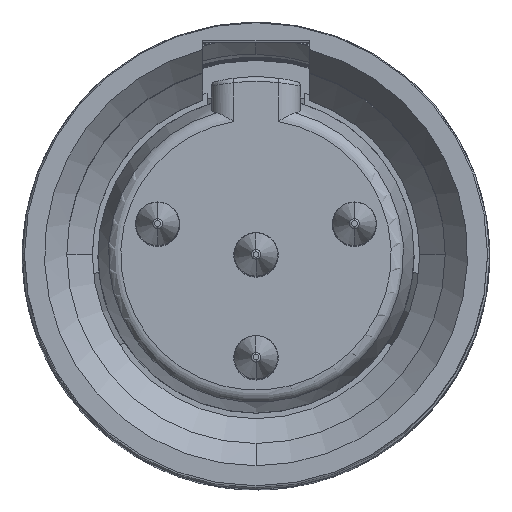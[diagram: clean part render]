
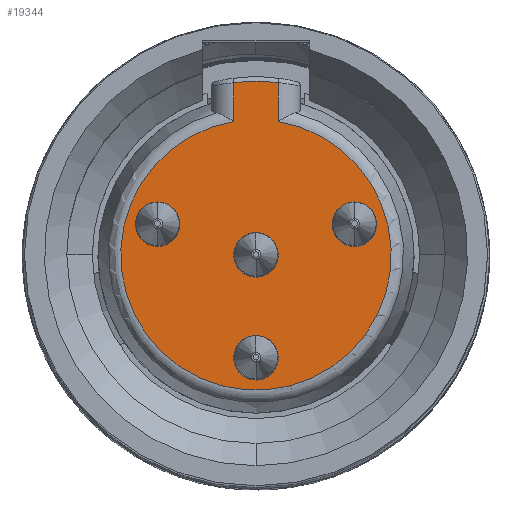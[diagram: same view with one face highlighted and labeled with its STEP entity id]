
A CAD part, top view. The second image highlights one B-rep face of the part: STEP entity #19344.
In plain terms, the highlighted planar face has unit normal (0, 0, 1).
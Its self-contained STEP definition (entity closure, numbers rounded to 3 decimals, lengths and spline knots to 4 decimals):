
#89 = VERTEX_POINT ( 'NONE', #42037 ) ;
#196 = CARTESIAN_POINT ( 'NONE',  ( 0., 0., -8.8 ) ) ;
#426 = AXIS2_PLACEMENT_3D ( 'NONE', #14686, #25867, #36588 ) ;
#1176 = VERTEX_POINT ( 'NONE', #44525 ) ;
#1239 = ORIENTED_EDGE ( 'NONE', *, *, #19460, .F. ) ;
#1871 = ORIENTED_EDGE ( 'NONE', *, *, #12914, .T. ) ;
#2949 = VERTEX_POINT ( 'NONE', #47553 ) ;
#3475 = AXIS2_PLACEMENT_3D ( 'NONE', #30833, #45613, #15445 ) ;
#3513 = CARTESIAN_POINT ( 'NONE',  ( -2.21, 0.69, -8.8 ) ) ;
#3776 = EDGE_CURVE ( 'NONE', #25405, #22429, #20077, .T. ) ;
#3893 = CARTESIAN_POINT ( 'NONE',  ( -0.5, 2.996, -8.8 ) ) ;
#3895 = CARTESIAN_POINT ( 'NONE',  ( 2.71, 0.69, -8.8 ) ) ;
#5232 = ORIENTED_EDGE ( 'NONE', *, *, #43568, .T. ) ;
#5742 = CARTESIAN_POINT ( 'NONE',  ( 0.5, -2.31, -8.8 ) ) ;
#5765 = DIRECTION ( 'NONE',  ( 0., 0., -1. ) ) ;
#5908 = FACE_OUTER_BOUND ( 'NONE', #12301, .T. ) ;
#6413 = EDGE_CURVE ( 'NONE', #13721, #42814, #22235, .T. ) ;
#6443 = CIRCLE ( 'NONE', #23427, 3.9 ) ;
#7223 = DIRECTION ( 'NONE',  ( 1., 0., 0. ) ) ;
#7358 = VECTOR ( 'NONE', #40159, 1000. ) ;
#8066 = CIRCLE ( 'NONE', #40949, 0.5 ) ;
#8142 = DIRECTION ( 'NONE',  ( 0., 1., 0. ) ) ;
#8844 = DIRECTION ( 'NONE',  ( 0., 0., -1. ) ) ;
#8957 = VECTOR ( 'NONE', #8142, 1000. ) ;
#9161 = DIRECTION ( 'NONE',  ( -1., 0., 0. ) ) ;
#9712 = LINE ( 'NONE', #14217, #7358 ) ;
#9857 = CARTESIAN_POINT ( 'NONE',  ( 0., 0., -8.8 ) ) ;
#12301 = EDGE_LOOP ( 'NONE', ( #1239, #1871, #25228, #32002 ) ) ;
#12477 = CARTESIAN_POINT ( 'NONE',  ( 1.71, 0.69, -8.8 ) ) ;
#12600 = VERTEX_POINT ( 'NONE', #47726 ) ;
#12914 = EDGE_CURVE ( 'NONE', #2949, #42280, #36511, .T. ) ;
#13111 = DIRECTION ( 'NONE',  ( 0., 0., 1. ) ) ;
#13268 = DIRECTION ( 'NONE',  ( 1., 0., 0. ) ) ;
#13721 = VERTEX_POINT ( 'NONE', #5742 ) ;
#13772 = ORIENTED_EDGE ( 'NONE', *, *, #26058, .T. ) ;
#14217 = CARTESIAN_POINT ( 'NONE',  ( 0.5, 3.8678, -8.8 ) ) ;
#14686 = CARTESIAN_POINT ( 'NONE',  ( 0., 0., -8.8 ) ) ;
#14927 = DIRECTION ( 'NONE',  ( 0., 0., -1. ) ) ;
#15445 = DIRECTION ( 'NONE',  ( 1., 0., 0. ) ) ;
#15505 = DIRECTION ( 'NONE',  ( -1., 0., 0. ) ) ;
#15603 = ORIENTED_EDGE ( 'NONE', *, *, #6413, .T. ) ;
#15784 = CIRCLE ( 'NONE', #44307, 0.5 ) ;
#17282 = ORIENTED_EDGE ( 'NONE', *, *, #28414, .T. ) ;
#18116 = FACE_BOUND ( 'NONE', #23169, .T. ) ;
#18291 = ORIENTED_EDGE ( 'NONE', *, *, #33772, .T. ) ;
#18441 = DIRECTION ( 'NONE',  ( 0., 0., -1. ) ) ;
#18664 = DIRECTION ( 'NONE',  ( -1., 0., 0. ) ) ;
#18899 = DIRECTION ( 'NONE',  ( -0.128, 0.992, 0. ) ) ;
#19260 = FACE_BOUND ( 'NONE', #29843, .T. ) ;
#19344 = ADVANCED_FACE ( 'NONE', ( #5908, #21021, #19260, #27972, #18116 ), #32861, .F. ) ;
#19460 = EDGE_CURVE ( 'NONE', #2949, #12600, #37472, .T. ) ;
#19639 = AXIS2_PLACEMENT_3D ( 'NONE', #27685, #8844, #9161 ) ;
#19933 = VERTEX_POINT ( 'NONE', #12477 ) ;
#20077 = CIRCLE ( 'NONE', #19639, 0.5 ) ;
#20494 = EDGE_CURVE ( 'NONE', #24717, #42280, #9712, .T. ) ;
#20651 = EDGE_CURVE ( 'NONE', #22070, #19933, #27691, .T. ) ;
#21021 = FACE_BOUND ( 'NONE', #39747, .T. ) ;
#21555 = EDGE_LOOP ( 'NONE', ( #37853, #5232 ) ) ;
#21757 = AXIS2_PLACEMENT_3D ( 'NONE', #9857, #5765, #13268 ) ;
#21863 = CARTESIAN_POINT ( 'NONE',  ( -2.21, 0.69, -8.8 ) ) ;
#22070 = VERTEX_POINT ( 'NONE', #3895 ) ;
#22155 = DIRECTION ( 'NONE',  ( 0., 0., -1. ) ) ;
#22235 = CIRCLE ( 'NONE', #3475, 0.5 ) ;
#22425 = CARTESIAN_POINT ( 'NONE',  ( 2.21, 0.69, -8.8 ) ) ;
#22429 = VERTEX_POINT ( 'NONE', #47996 ) ;
#23169 = EDGE_LOOP ( 'NONE', ( #17282, #15603 ) ) ;
#23208 = CIRCLE ( 'NONE', #23282, 0.5 ) ;
#23282 = AXIS2_PLACEMENT_3D ( 'NONE', #34283, #33966, #15505 ) ;
#23421 = CARTESIAN_POINT ( 'NONE',  ( -0.5, -2.31, -8.8 ) ) ;
#23427 = AXIS2_PLACEMENT_3D ( 'NONE', #196, #22155, #18899 ) ;
#24717 = VERTEX_POINT ( 'NONE', #43602 ) ;
#25228 = ORIENTED_EDGE ( 'NONE', *, *, #20494, .F. ) ;
#25405 = VERTEX_POINT ( 'NONE', #41733 ) ;
#25867 = DIRECTION ( 'NONE',  ( 0., 0., -1. ) ) ;
#25972 = CARTESIAN_POINT ( 'NONE',  ( 0., -2.31, -8.8 ) ) ;
#26058 = EDGE_CURVE ( 'NONE', #89, #1176, #15784, .T. ) ;
#26109 = DIRECTION ( 'NONE',  ( -1., 0., 0. ) ) ;
#26506 = EDGE_CURVE ( 'NONE', #12600, #24717, #6443, .T. ) ;
#26664 = DIRECTION ( 'NONE',  ( 0., 0., -1. ) ) ;
#27066 = CIRCLE ( 'NONE', #32768, 0.5 ) ;
#27685 = CARTESIAN_POINT ( 'NONE',  ( 0., 0., -8.8 ) ) ;
#27691 = CIRCLE ( 'NONE', #35288, 0.5 ) ;
#27972 = FACE_BOUND ( 'NONE', #21555, .T. ) ;
#28376 = DIRECTION ( 'NONE',  ( -0.165, 0.986, 0. ) ) ;
#28414 = EDGE_CURVE ( 'NONE', #42814, #13721, #8066, .T. ) ;
#28542 = CARTESIAN_POINT ( 'NONE',  ( 0.5, 2.996, -8.8 ) ) ;
#29709 = DIRECTION ( 'NONE',  ( 0., 0., -1. ) ) ;
#29843 = EDGE_LOOP ( 'NONE', ( #13772, #38296 ) ) ;
#30833 = CARTESIAN_POINT ( 'NONE',  ( 0., -2.31, -8.8 ) ) ;
#32002 = ORIENTED_EDGE ( 'NONE', *, *, #26506, .F. ) ;
#32768 = AXIS2_PLACEMENT_3D ( 'NONE', #21863, #18441, #7223 ) ;
#32861 = PLANE ( 'NONE',  #426 ) ;
#33772 = EDGE_CURVE ( 'NONE', #19933, #22070, #23208, .T. ) ;
#33966 = DIRECTION ( 'NONE',  ( 0., 0., -1. ) ) ;
#34283 = CARTESIAN_POINT ( 'NONE',  ( 2.21, 0.69, -8.8 ) ) ;
#35288 = AXIS2_PLACEMENT_3D ( 'NONE', #22425, #26664, #41268 ) ;
#36511 = CIRCLE ( 'NONE', #36639, 3.0375 ) ;
#36588 = DIRECTION ( 'NONE',  ( 1., 0., 0. ) ) ;
#36639 = AXIS2_PLACEMENT_3D ( 'NONE', #46560, #13111, #28376 ) ;
#37472 = LINE ( 'NONE', #3893, #8957 ) ;
#37848 = EDGE_CURVE ( 'NONE', #1176, #89, #27066, .T. ) ;
#37853 = ORIENTED_EDGE ( 'NONE', *, *, #3776, .T. ) ;
#38296 = ORIENTED_EDGE ( 'NONE', *, *, #37848, .T. ) ;
#39747 = EDGE_LOOP ( 'NONE', ( #18291, #41410 ) ) ;
#40159 = DIRECTION ( 'NONE',  ( 0., -1., 0. ) ) ;
#40949 = AXIS2_PLACEMENT_3D ( 'NONE', #25972, #29709, #18664 ) ;
#41268 = DIRECTION ( 'NONE',  ( 1., 0., 0. ) ) ;
#41410 = ORIENTED_EDGE ( 'NONE', *, *, #20651, .T. ) ;
#41733 = CARTESIAN_POINT ( 'NONE',  ( -0.5, 0., -8.8 ) ) ;
#42037 = CARTESIAN_POINT ( 'NONE',  ( -2.71, 0.69, -8.8 ) ) ;
#42280 = VERTEX_POINT ( 'NONE', #28542 ) ;
#42814 = VERTEX_POINT ( 'NONE', #23421 ) ;
#43568 = EDGE_CURVE ( 'NONE', #22429, #25405, #44500, .T. ) ;
#43602 = CARTESIAN_POINT ( 'NONE',  ( 0.5, 3.8678, -8.8 ) ) ;
#44307 = AXIS2_PLACEMENT_3D ( 'NONE', #3513, #14927, #26109 ) ;
#44500 = CIRCLE ( 'NONE', #21757, 0.5 ) ;
#44525 = CARTESIAN_POINT ( 'NONE',  ( -1.71, 0.69, -8.8 ) ) ;
#45613 = DIRECTION ( 'NONE',  ( 0., 0., -1. ) ) ;
#46560 = CARTESIAN_POINT ( 'NONE',  ( 0., 0., -8.8 ) ) ;
#47553 = CARTESIAN_POINT ( 'NONE',  ( -0.5, 2.996, -8.8 ) ) ;
#47726 = CARTESIAN_POINT ( 'NONE',  ( -0.5, 3.8678, -8.8 ) ) ;
#47996 = CARTESIAN_POINT ( 'NONE',  ( 0.5, 0., -8.8 ) ) ;
